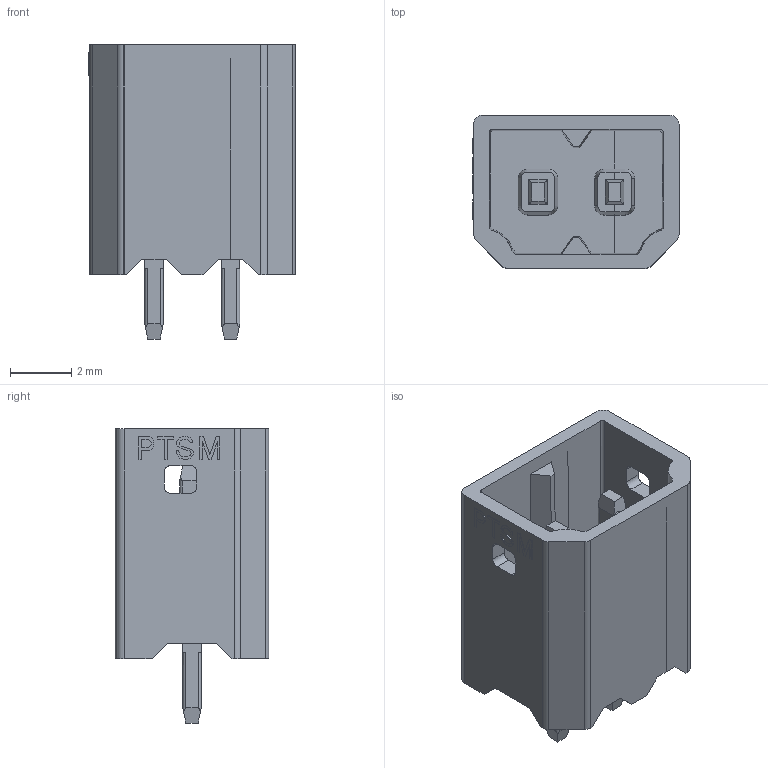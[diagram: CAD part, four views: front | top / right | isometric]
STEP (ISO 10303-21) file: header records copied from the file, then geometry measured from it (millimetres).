
FILE_DESCRIPTION(('STEP AP214'),'1');
FILE_NAME('cctmp_62F34B31-F1FC-4F3D-A640-4C373B398462_2023_08_02_06_31_16_0046_5488..stp','2023-08-02T06:31:16',('PHOENIX CONTACT Deutschland GmbH'),('CADClick - www.CADClick.com'),'Spatial InterOp 3D',' ','unknown authorization');
FILE_SCHEMA(('AUTOMOTIVE_DESIGN'));
Length unit declared in the file: millimetre
Products named in the file (4): 2023_08_02_06_31_15_0890; 2023_08_02_06_31_16_0046; 2023_08_02_06_31_16_0030; 2023_08_02_06_31_15_0999
Assembly tree (3 placements, depth 2):
  2023_08_02_06_31_15_0890
    2023_08_02_06_31_16_0046
    2023_08_02_06_31_16_0030
    2023_08_02_06_31_15_0999
Bounding box: 6.72 x 5 x 9.6 mm (x, y, z)
Volume: 130.5 mm3; surface area: 434 mm2
Topology: 3 solids, 3 shells, 435 faces, 1265 edges, 841 vertices
Faces by surface type: plane 343, cylinder 72, cone 20
Entity records: 29441 total; most frequent: CARTESIAN_POINT 4489, ORIENTED_EDGE 2530, STYLED_ITEM 2421, PRESENTATION_STYLE_ASSIGNMENT 2421, COLOUR_RGB 2421, DIRECTION 2167, EDGE_CURVE 1265, CURVE_STYLE 1224
